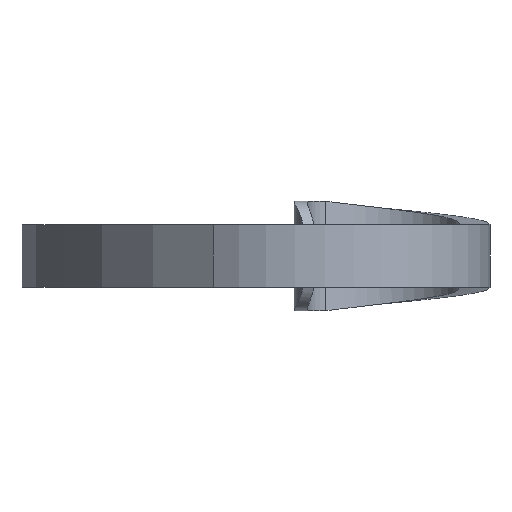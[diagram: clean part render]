
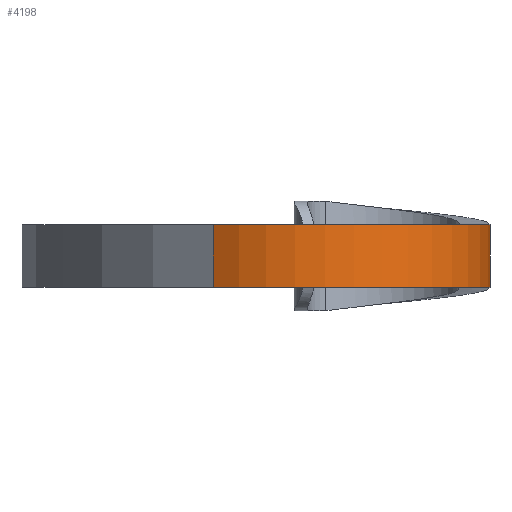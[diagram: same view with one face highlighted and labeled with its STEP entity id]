
A CAD part, left-side view. The second image highlights one B-rep face of the part: STEP entity #4198.
In plain terms, the highlighted cylindrical face has radius 45 mm (diameter 90 mm), a partial arc.
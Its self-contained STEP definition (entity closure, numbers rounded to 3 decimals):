
#442 = DIRECTION ( 'NONE',  ( 0., 0., 1. ) ) ;
#561 = ORIENTED_EDGE ( 'NONE', *, *, #8459, .T. ) ;
#1435 = LINE ( 'NONE', #6114, #10184 ) ;
#1547 = EDGE_CURVE ( 'NONE', #7180, #1727, #1435, .T. ) ;
#1727 = VERTEX_POINT ( 'NONE', #1885 ) ;
#1885 = CARTESIAN_POINT ( 'NONE',  ( -57.5, -60., -8. ) ) ;
#2157 = CARTESIAN_POINT ( 'NONE',  ( -57.5, -15., -8. ) ) ;
#2253 = CARTESIAN_POINT ( 'NONE',  ( -57.5, -15., 0. ) ) ;
#2800 = VERTEX_POINT ( 'NONE', #10922 ) ;
#3031 = EDGE_CURVE ( 'NONE', #2800, #7180, #10912, .T. ) ;
#3105 = DIRECTION ( 'NONE',  ( 0., 0., -1. ) ) ;
#3127 = DIRECTION ( 'NONE',  ( -0.82, 0.572, 0. ) ) ;
#3210 = EDGE_LOOP ( 'NONE', ( #561, #3222, #12380, #5340 ) ) ;
#3222 = ORIENTED_EDGE ( 'NONE', *, *, #1547, .F. ) ;
#3771 = CARTESIAN_POINT ( 'NONE',  ( -57.5, -60., 8. ) ) ;
#4198 = ADVANCED_FACE ( 'NONE', ( #12080 ), #6694, .T. ) ;
#5340 = ORIENTED_EDGE ( 'NONE', *, *, #9164, .T. ) ;
#5650 = CIRCLE ( 'NONE', #6902, 45. ) ;
#6114 = CARTESIAN_POINT ( 'NONE',  ( -57.5, -60., 8. ) ) ;
#6694 = CYLINDRICAL_SURFACE ( 'NONE', #12087, 45. ) ;
#6902 = AXIS2_PLACEMENT_3D ( 'NONE', #2157, #6964, #3127 ) ;
#6964 = DIRECTION ( 'NONE',  ( 0., 0., 1. ) ) ;
#7180 = VERTEX_POINT ( 'NONE', #3771 ) ;
#7403 = DIRECTION ( 'NONE',  ( 0., 0., -1. ) ) ;
#7595 = VECTOR ( 'NONE', #7403, 1000. ) ;
#7985 = CARTESIAN_POINT ( 'NONE',  ( -94.409, 10.743, -8. ) ) ;
#8108 = DIRECTION ( 'NONE',  ( -0.82, 0.572, 0. ) ) ;
#8189 = VERTEX_POINT ( 'NONE', #7985 ) ;
#8459 = EDGE_CURVE ( 'NONE', #8189, #1727, #5650, .T. ) ;
#8979 = DIRECTION ( 'NONE',  ( 0., 0., 1. ) ) ;
#9164 = EDGE_CURVE ( 'NONE', #2800, #8189, #11797, .T. ) ;
#9235 = CARTESIAN_POINT ( 'NONE',  ( -94.409, 10.743, 8. ) ) ;
#10175 = AXIS2_PLACEMENT_3D ( 'NONE', #11871, #442, #8108 ) ;
#10184 = VECTOR ( 'NONE', #3105, 1000. ) ;
#10912 = CIRCLE ( 'NONE', #10175, 45. ) ;
#10922 = CARTESIAN_POINT ( 'NONE',  ( -94.409, 10.743, 8. ) ) ;
#11797 = LINE ( 'NONE', #9235, #7595 ) ;
#11871 = CARTESIAN_POINT ( 'NONE',  ( -57.5, -15., 8. ) ) ;
#11890 = DIRECTION ( 'NONE',  ( 1., 0., 0. ) ) ;
#12080 = FACE_OUTER_BOUND ( 'NONE', #3210, .T. ) ;
#12087 = AXIS2_PLACEMENT_3D ( 'NONE', #2253, #8979, #11890 ) ;
#12380 = ORIENTED_EDGE ( 'NONE', *, *, #3031, .F. ) ;
